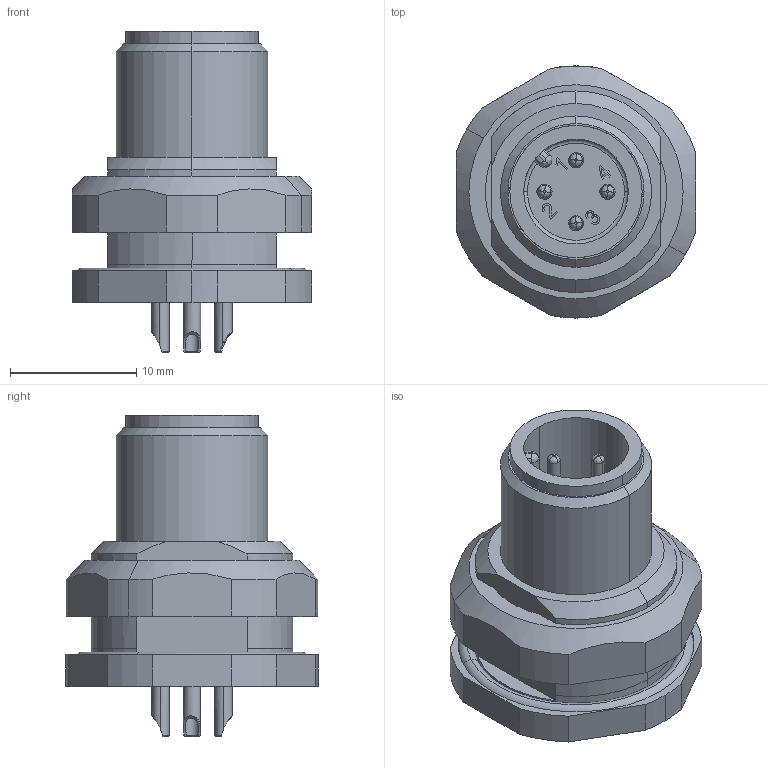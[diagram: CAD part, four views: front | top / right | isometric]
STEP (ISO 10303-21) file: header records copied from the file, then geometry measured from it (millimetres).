
FILE_DESCRIPTION(('CATIA V5 STEP Exchange','CAx-IF Rec.Pracs.--- Model Styling and Organization---1.4--- 2014-01-23'),'2;1');
FILE_NAME ('D1461949_1_2424210000_2424210000.stp','2021-01-02T09:31:38+00:00',('none'),('Weidmueller'),'CATIA Version 5-6 Release 2016 SP3 HF44','CATIA V5 STEP AP214','none');
FILE_SCHEMA(('AUTOMOTIVE_DESIGN { 1 0 10303 214 1 1 1 1 }'));
Length unit declared in the file: millimetre
Products named in the file (1): 2424210000
Bounding box: 19 x 20 x 25.5 mm (x, y, z)
Volume: 3540.1 mm3; surface area: 3419.7 mm2
Topology: 7 solids, 8 shells, 279 faces, 770 edges, 513 vertices
Faces by surface type: cylinder 92, plane 79, bspline 55, cone 40, torus 13
Entity records: 9589 total; most frequent: CARTESIAN_POINT 3380, ORIENTED_EDGE 1524, DIRECTION 849, EDGE_CURVE 762, VERTEX_POINT 513, AXIS2_PLACEMENT_3D 384, EDGE_LOOP 301, B_SPLINE_CURVE_WITH_KNOTS 288
